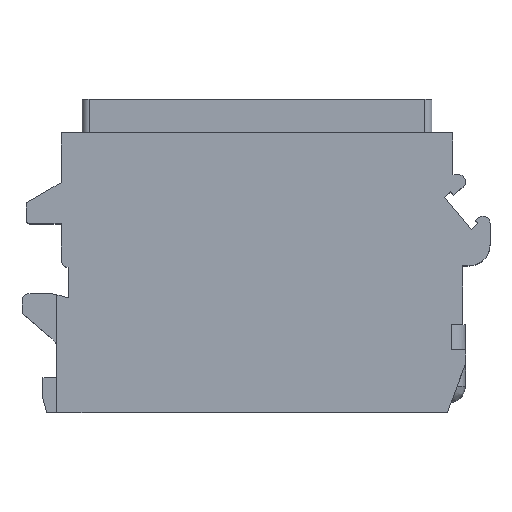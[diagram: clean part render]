
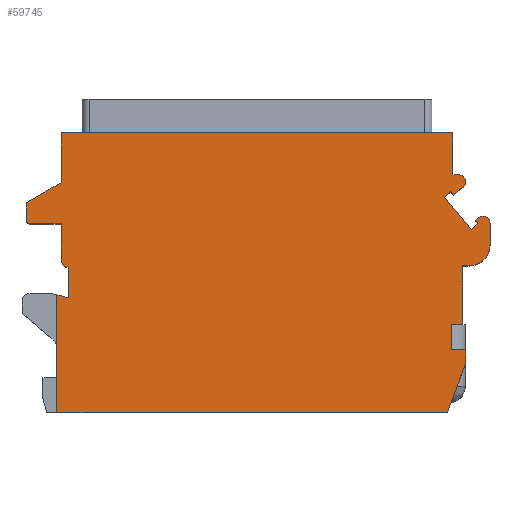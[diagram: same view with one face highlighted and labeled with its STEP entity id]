
A CAD part, top view. The second image highlights one B-rep face of the part: STEP entity #59745.
In plain terms, the highlighted planar face has unit normal (0, 0, 1).
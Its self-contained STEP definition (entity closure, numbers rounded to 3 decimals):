
#4155=CARTESIAN_POINT('',(15.15,12.,14.));
#4156=DIRECTION('',(0.,0.,1.));
#4157=DIRECTION('',(0.,-1.,0.));
#4158=AXIS2_PLACEMENT_3D('',#4155,#4156,#4157);
#4160=DIRECTION('',(-1.,0.,0.));
#4161=VECTOR('',#4160,0.45);
#4162=CARTESIAN_POINT('',(15.15,10.5,14.));
#4163=LINE('',#4162,#4161);
#4164=DIRECTION('',(0.,-1.,0.));
#4165=VECTOR('',#4164,4.2);
#4166=CARTESIAN_POINT('',(14.7,10.5,14.));
#4167=LINE('',#4166,#4165);
#4168=DIRECTION('',(-1.,0.,0.));
#4169=VECTOR('',#4168,0.8);
#4170=CARTESIAN_POINT('',(14.7,6.3,14.));
#4171=LINE('',#4170,#4169);
#4172=DIRECTION('',(0.,-1.,0.));
#4173=VECTOR('',#4172,1.8);
#4174=CARTESIAN_POINT('',(13.9,6.3,14.));
#4175=LINE('',#4174,#4173);
#4176=DIRECTION('',(1.,0.,0.));
#4177=VECTOR('',#4176,1.);
#4178=CARTESIAN_POINT('',(13.9,4.5,14.));
#4179=LINE('',#4178,#4177);
#4180=DIRECTION('',(0.,-1.,0.));
#4181=VECTOR('',#4180,1.);
#4182=CARTESIAN_POINT('',(14.9,4.5,14.));
#4183=LINE('',#4182,#4181);
#4184=DIRECTION('',(-0.348,-0.937,0.));
#4185=VECTOR('',#4184,3.734);
#4186=CARTESIAN_POINT('',(14.9,3.5,14.));
#4187=LINE('',#4186,#4185);
#4188=DIRECTION('',(1.,0.,0.));
#4189=VECTOR('',#4188,27.9);
#4190=CARTESIAN_POINT('',(-14.3,0.,14.));
#4191=LINE('',#4190,#4189);
#4192=DIRECTION('',(0.966,-0.259,0.));
#4193=VECTOR('',#4192,0.828);
#4194=CARTESIAN_POINT('',(-14.3,8.419,14.));
#4195=LINE('',#4194,#4193);
#4196=DIRECTION('',(0.,1.,0.));
#4197=VECTOR('',#4196,2.196);
#4198=CARTESIAN_POINT('',(-13.5,8.204,14.));
#4199=LINE('',#4198,#4197);
#4200=DIRECTION('',(0.,1.,0.));
#4201=VECTOR('',#4200,2.6);
#4202=CARTESIAN_POINT('',(-14.,10.9,14.));
#4203=LINE('',#4202,#4201);
#4204=DIRECTION('',(-1.,0.,0.));
#4205=VECTOR('',#4204,2.2);
#4206=CARTESIAN_POINT('',(-14.,13.5,14.));
#4207=LINE('',#4206,#4205);
#4208=DIRECTION('',(0.,1.,0.));
#4209=VECTOR('',#4208,1.2);
#4210=CARTESIAN_POINT('',(-16.5,13.8,14.));
#4211=LINE('',#4210,#4209);
#4212=DIRECTION('',(0.866,0.5,0.));
#4213=VECTOR('',#4212,2.887);
#4214=CARTESIAN_POINT('',(-16.5,15.,14.));
#4215=LINE('',#4214,#4213);
#4216=DIRECTION('',(0.,-1.,0.));
#4217=VECTOR('',#4216,3.557);
#4218=CARTESIAN_POINT('',(-14.,20.,14.));
#4219=LINE('',#4218,#4217);
#4220=DIRECTION('',(-1.,0.,0.));
#4221=VECTOR('',#4220,28.);
#4222=CARTESIAN_POINT('',(14.,20.,14.));
#4223=LINE('',#4222,#4221);
#4224=DIRECTION('',(0.,-1.,0.));
#4225=VECTOR('',#4224,3.);
#4226=CARTESIAN_POINT('',(14.,20.,14.));
#4227=LINE('',#4226,#4225);
#4228=DIRECTION('',(1.,0.,0.));
#4229=VECTOR('',#4228,0.4);
#4230=CARTESIAN_POINT('',(14.,17.,14.));
#4231=LINE('',#4230,#4229);
#4232=CARTESIAN_POINT('',(14.4,16.5,14.));
#4233=DIRECTION('',(0.,0.,1.));
#4234=DIRECTION('',(0.643,-0.766,0.));
#4235=AXIS2_PLACEMENT_3D('',#4232,#4233,#4234);
#4237=DIRECTION('',(-0.766,-0.643,0.));
#4238=VECTOR('',#4237,0.873);
#4239=CARTESIAN_POINT('',(14.721,16.117,14.));
#4240=LINE('',#4239,#4238);
#4241=DIRECTION('',(-0.643,0.766,0.));
#4242=VECTOR('',#4241,0.3);
#4243=CARTESIAN_POINT('',(14.052,15.556,14.));
#4244=LINE('',#4243,#4242);
#4245=DIRECTION('',(-0.766,-0.643,0.));
#4246=VECTOR('',#4245,0.6);
#4247=CARTESIAN_POINT('',(13.86,15.786,14.));
#4248=LINE('',#4247,#4246);
#4249=DIRECTION('',(0.643,-0.766,0.));
#4250=VECTOR('',#4249,3.);
#4251=CARTESIAN_POINT('',(13.4,15.4,14.));
#4252=LINE('',#4251,#4250);
#4253=DIRECTION('',(0.766,0.643,0.));
#4254=VECTOR('',#4253,0.6);
#4255=CARTESIAN_POINT('',(15.328,13.102,14.));
#4256=LINE('',#4255,#4254);
#4257=DIRECTION('',(-0.643,0.766,0.));
#4258=VECTOR('',#4257,0.3);
#4259=CARTESIAN_POINT('',(15.788,13.488,14.));
#4260=LINE('',#4259,#4258);
#4261=DIRECTION('',(0.766,0.643,0.));
#4262=VECTOR('',#4261,0.305);
#4263=CARTESIAN_POINT('',(15.595,13.717,14.));
#4264=LINE('',#4263,#4262);
#4265=DIRECTION('',(0.,1.,0.));
#4266=VECTOR('',#4265,1.53);
#4267=CARTESIAN_POINT('',(16.65,12.,14.));
#4268=LINE('',#4267,#4266);
#4540=DIRECTION('',(0.,-1.,0.));
#4541=VECTOR('',#4540,8.419);
#4542=CARTESIAN_POINT('',(-14.3,8.419,14.));
#4543=LINE('',#4542,#4541);
#4638=CARTESIAN_POINT('',(-13.5,10.9,14.));
#4639=DIRECTION('',(0.,0.,1.));
#4640=DIRECTION('',(-1.,0.,0.));
#4641=AXIS2_PLACEMENT_3D('',#4638,#4639,#4640);
#4660=CARTESIAN_POINT('',(-16.2,13.8,14.));
#4661=DIRECTION('',(0.,0.,1.));
#4662=DIRECTION('',(-1.,0.,0.));
#4663=AXIS2_PLACEMENT_3D('',#4660,#4661,#4662);
#4794=CARTESIAN_POINT('',(16.15,13.53,14.));
#4795=DIRECTION('',(0.,0.,1.));
#4796=DIRECTION('',(1.,0.,0.));
#4797=AXIS2_PLACEMENT_3D('',#4794,#4795,#4796);
#46596=CARTESIAN_POINT('',(-16.5,15.,14.));
#46597=CARTESIAN_POINT('',(-14.,16.443,14.));
#46598=VERTEX_POINT('',#46596);
#46599=VERTEX_POINT('',#46597);
#46600=CARTESIAN_POINT('',(-14.,20.,14.));
#46601=VERTEX_POINT('',#46600);
#46602=CARTESIAN_POINT('',(-13.5,8.204,14.));
#46604=VERTEX_POINT('',#46602);
#46606=CARTESIAN_POINT('',(-14.,13.5,14.));
#46608=VERTEX_POINT('',#46606);
#46611=CARTESIAN_POINT('',(-16.5,13.8,14.));
#46613=VERTEX_POINT('',#46611);
#46614=CARTESIAN_POINT('',(-16.2,13.5,14.));
#46615=VERTEX_POINT('',#46614);
#46619=CARTESIAN_POINT('',(-14.,10.9,14.));
#46621=VERTEX_POINT('',#46619);
#46622=CARTESIAN_POINT('',(-13.5,10.4,14.));
#46623=VERTEX_POINT('',#46622);
#46631=CARTESIAN_POINT('',(-14.3,0.,14.));
#46633=VERTEX_POINT('',#46631);
#46659=CARTESIAN_POINT('',(-14.3,8.419,14.));
#46661=VERTEX_POINT('',#46659);
#46706=CARTESIAN_POINT('',(14.,17.,14.));
#46707=CARTESIAN_POINT('',(14.4,17.,14.));
#46708=VERTEX_POINT('',#46706);
#46709=VERTEX_POINT('',#46707);
#46710=CARTESIAN_POINT('',(14.721,16.117,14.));
#46711=VERTEX_POINT('',#46710);
#46712=CARTESIAN_POINT('',(14.052,15.556,14.));
#46713=VERTEX_POINT('',#46712);
#46714=CARTESIAN_POINT('',(13.86,15.786,14.));
#46715=VERTEX_POINT('',#46714);
#46716=CARTESIAN_POINT('',(13.4,15.4,14.));
#46717=VERTEX_POINT('',#46716);
#46718=CARTESIAN_POINT('',(15.328,13.102,14.));
#46719=VERTEX_POINT('',#46718);
#46720=CARTESIAN_POINT('',(15.788,13.488,14.));
#46721=VERTEX_POINT('',#46720);
#46722=CARTESIAN_POINT('',(15.595,13.717,14.));
#46723=VERTEX_POINT('',#46722);
#46724=CARTESIAN_POINT('',(14.,20.,14.));
#46725=VERTEX_POINT('',#46724);
#46726=CARTESIAN_POINT('',(14.9,3.5,14.));
#46727=CARTESIAN_POINT('',(13.6,0.,14.));
#46728=VERTEX_POINT('',#46726);
#46729=VERTEX_POINT('',#46727);
#46730=CARTESIAN_POINT('',(14.7,10.5,14.));
#46732=VERTEX_POINT('',#46730);
#46735=CARTESIAN_POINT('',(16.65,13.53,14.));
#46737=VERTEX_POINT('',#46735);
#46738=CARTESIAN_POINT('',(15.829,13.913,14.));
#46739=VERTEX_POINT('',#46738);
#46753=CARTESIAN_POINT('',(14.7,6.3,14.));
#46754=CARTESIAN_POINT('',(13.9,6.3,14.));
#46755=VERTEX_POINT('',#46753);
#46756=VERTEX_POINT('',#46754);
#46757=CARTESIAN_POINT('',(13.9,4.5,14.));
#46758=VERTEX_POINT('',#46757);
#46759=CARTESIAN_POINT('',(14.9,4.5,14.));
#46760=VERTEX_POINT('',#46759);
#46775=CARTESIAN_POINT('',(16.65,12.,14.));
#46777=VERTEX_POINT('',#46775);
#46781=CARTESIAN_POINT('',(15.15,10.5,14.));
#46782=VERTEX_POINT('',#46781);
#59678=CARTESIAN_POINT('',(0.,0.,14.));
#59679=DIRECTION('',(0.,0.,1.));
#59680=DIRECTION('',(1.,0.,0.));
#59681=AXIS2_PLACEMENT_3D('',#59678,#59679,#59680);
#59682=PLANE('',#59681);
#59683=ORIENTED_EDGE('',*,*,#59659,.F.);
#59685=ORIENTED_EDGE('',*,*,#59684,.T.);
#59687=ORIENTED_EDGE('',*,*,#59686,.T.);
#59689=ORIENTED_EDGE('',*,*,#59688,.T.);
#59691=ORIENTED_EDGE('',*,*,#59690,.T.);
#59693=ORIENTED_EDGE('',*,*,#59692,.T.);
#59695=ORIENTED_EDGE('',*,*,#59694,.T.);
#59697=ORIENTED_EDGE('',*,*,#59696,.T.);
#59699=ORIENTED_EDGE('',*,*,#59698,.F.);
#59701=ORIENTED_EDGE('',*,*,#59700,.F.);
#59703=ORIENTED_EDGE('',*,*,#59702,.T.);
#59705=ORIENTED_EDGE('',*,*,#59704,.T.);
#59707=ORIENTED_EDGE('',*,*,#59706,.F.);
#59709=ORIENTED_EDGE('',*,*,#59708,.T.);
#59711=ORIENTED_EDGE('',*,*,#59710,.T.);
#59713=ORIENTED_EDGE('',*,*,#59712,.F.);
#59715=ORIENTED_EDGE('',*,*,#59714,.T.);
#59717=ORIENTED_EDGE('',*,*,#59716,.T.);
#59719=ORIENTED_EDGE('',*,*,#59718,.F.);
#59720=ORIENTED_EDGE('',*,*,#59538,.F.);
#59721=ORIENTED_EDGE('',*,*,#59573,.T.);
#59723=ORIENTED_EDGE('',*,*,#59722,.T.);
#59725=ORIENTED_EDGE('',*,*,#59724,.F.);
#59727=ORIENTED_EDGE('',*,*,#59726,.T.);
#59729=ORIENTED_EDGE('',*,*,#59728,.T.);
#59731=ORIENTED_EDGE('',*,*,#59730,.T.);
#59733=ORIENTED_EDGE('',*,*,#59732,.T.);
#59735=ORIENTED_EDGE('',*,*,#59734,.T.);
#59737=ORIENTED_EDGE('',*,*,#59736,.T.);
#59739=ORIENTED_EDGE('',*,*,#59738,.T.);
#59741=ORIENTED_EDGE('',*,*,#59740,.F.);
#59742=ORIENTED_EDGE('',*,*,#59670,.F.);
#59743=EDGE_LOOP('',(#59683,#59685,#59687,#59689,#59691,#59693,#59695,#59697,
#59699,#59701,#59703,#59705,#59707,#59709,#59711,#59713,#59715,#59717,#59719,
#59720,#59721,#59723,#59725,#59727,#59729,#59731,#59733,#59735,#59737,#59739,
#59741,#59742));
#59744=FACE_OUTER_BOUND('',#59743,.F.);
#59745=ADVANCED_FACE('',(#59744),#59682,.T.);
#4159=CIRCLE('',#4158,1.5);
#4236=CIRCLE('',#4235,0.5);
#4642=CIRCLE('',#4641,0.5);
#4664=CIRCLE('',#4663,0.3);
#4798=CIRCLE('',#4797,0.5);
#59538=EDGE_CURVE('',#46725,#46601,#4223,.T.);
#59573=EDGE_CURVE('',#46725,#46708,#4227,.T.);
#59659=EDGE_CURVE('',#46782,#46777,#4159,.T.);
#59670=EDGE_CURVE('',#46777,#46737,#4268,.T.);
#59684=EDGE_CURVE('',#46782,#46732,#4163,.T.);
#59686=EDGE_CURVE('',#46732,#46755,#4167,.T.);
#59688=EDGE_CURVE('',#46755,#46756,#4171,.T.);
#59690=EDGE_CURVE('',#46756,#46758,#4175,.T.);
#59692=EDGE_CURVE('',#46758,#46760,#4179,.T.);
#59694=EDGE_CURVE('',#46760,#46728,#4183,.T.);
#59696=EDGE_CURVE('',#46728,#46729,#4187,.T.);
#59698=EDGE_CURVE('',#46633,#46729,#4191,.T.);
#59700=EDGE_CURVE('',#46661,#46633,#4543,.T.);
#59702=EDGE_CURVE('',#46661,#46604,#4195,.T.);
#59704=EDGE_CURVE('',#46604,#46623,#4199,.T.);
#59706=EDGE_CURVE('',#46621,#46623,#4642,.T.);
#59708=EDGE_CURVE('',#46621,#46608,#4203,.T.);
#59710=EDGE_CURVE('',#46608,#46615,#4207,.T.);
#59712=EDGE_CURVE('',#46613,#46615,#4664,.T.);
#59714=EDGE_CURVE('',#46613,#46598,#4211,.T.);
#59716=EDGE_CURVE('',#46598,#46599,#4215,.T.);
#59718=EDGE_CURVE('',#46601,#46599,#4219,.T.);
#59722=EDGE_CURVE('',#46708,#46709,#4231,.T.);
#59724=EDGE_CURVE('',#46711,#46709,#4236,.T.);
#59726=EDGE_CURVE('',#46711,#46713,#4240,.T.);
#59728=EDGE_CURVE('',#46713,#46715,#4244,.T.);
#59730=EDGE_CURVE('',#46715,#46717,#4248,.T.);
#59732=EDGE_CURVE('',#46717,#46719,#4252,.T.);
#59734=EDGE_CURVE('',#46719,#46721,#4256,.T.);
#59736=EDGE_CURVE('',#46721,#46723,#4260,.T.);
#59738=EDGE_CURVE('',#46723,#46739,#4264,.T.);
#59740=EDGE_CURVE('',#46737,#46739,#4798,.T.);
